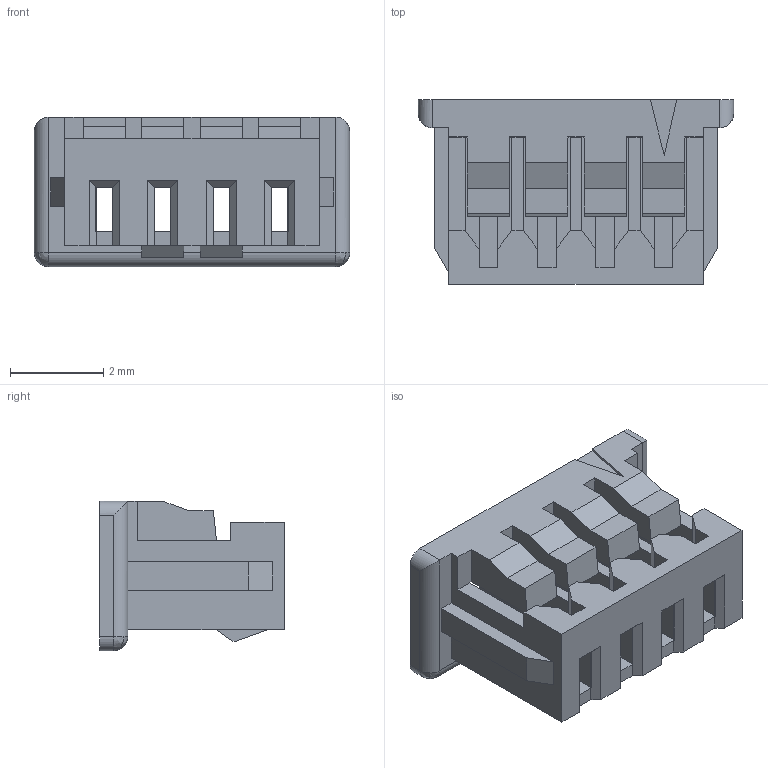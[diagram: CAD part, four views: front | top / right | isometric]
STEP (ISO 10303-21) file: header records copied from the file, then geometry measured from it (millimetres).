
FILE_DESCRIPTION (( 'STEP AP203' ), '1' );
FILE_NAME ('C005-302_CASE_sldprt.STEP', '2016-06-02T17:06:09', ( 'Shusen Zhang' ), ( 'MathWorks' ), 'SwSTEP 2.0', 'SolidWorks 2015', '' );
FILE_SCHEMA (( 'CONFIG_CONTROL_DESIGN' ));
Length unit declared in the file: inch
Products named in the file (1): C005-302_CASE_sldprt
Bounding box: 6.75 x 3.95 x 3.2 mm (x, y, z)
Volume: 34.3 mm3; surface area: 187.7 mm2
Topology: 1 solids, 1 shells, 214 faces, 580 edges, 354 vertices
Faces by surface type: plane 203, cylinder 7, bspline 4
Entity records: 6609 total; most frequent: CARTESIAN_POINT 1211, ORIENTED_EDGE 1152, DIRECTION 1010, EDGE_CURVE 576, LINE 560, VECTOR 560, VERTEX_POINT 354, AXIS2_PLACEMENT_3D 225
